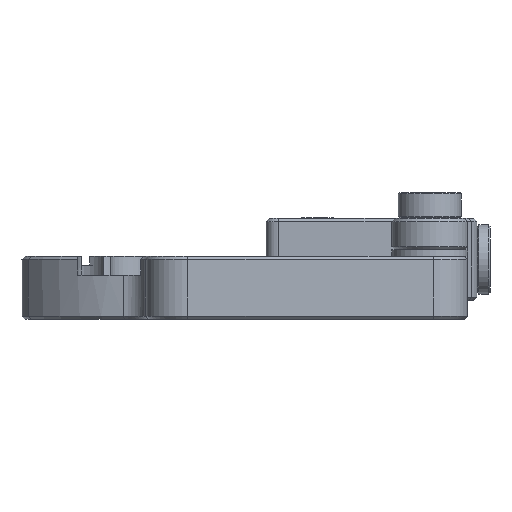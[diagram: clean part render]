
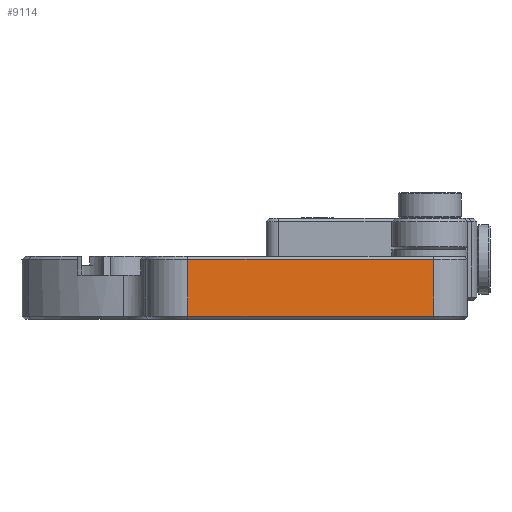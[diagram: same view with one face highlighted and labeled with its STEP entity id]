
A CAD part, left-side view. The second image highlights one B-rep face of the part: STEP entity #9114.
In plain terms, the highlighted planar face has unit normal (-0.995, -0.104, 0).
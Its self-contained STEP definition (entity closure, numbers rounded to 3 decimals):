
#1573=FACE_OUTER_BOUND('',#2143,.T.);
#2143=EDGE_LOOP('',(#8217,#8218,#8219,#8220));
#2866=LINE('',#23661,#3577);
#2869=LINE('',#23669,#3580);
#2874=LINE('',#23681,#3585);
#2875=LINE('',#23683,#3586);
#3577=VECTOR('',#12468,10.);
#3580=VECTOR('',#12477,10.);
#3585=VECTOR('',#12494,10.);
#3586=VECTOR('',#12497,10.);
#4288=VERTEX_POINT('',#23042);
#4368=VERTEX_POINT('',#23458);
#4416=VERTEX_POINT('',#23657);
#4418=VERTEX_POINT('',#23667);
#5708=EDGE_CURVE('',#4416,#4288,#2866,.T.);
#5712=EDGE_CURVE('',#4368,#4418,#2869,.T.);
#5718=EDGE_CURVE('',#4418,#4416,#2874,.T.);
#5719=EDGE_CURVE('',#4368,#4288,#2875,.T.);
#8217=ORIENTED_EDGE('',*,*,#5708,.T.);
#8218=ORIENTED_EDGE('',*,*,#5719,.F.);
#8219=ORIENTED_EDGE('',*,*,#5712,.T.);
#8220=ORIENTED_EDGE('',*,*,#5718,.T.);
#8603=PLANE('',#10092);
#9114=ADVANCED_FACE('',(#1573),#8603,.F.);
#10092=AXIS2_PLACEMENT_3D('',#23682,#12495,#12496);
#12468=DIRECTION('',(0.105,-0.995,0.));
#12477=DIRECTION('',(-0.105,0.995,0.));
#12494=DIRECTION('',(0.,0.,-1.));
#12495=DIRECTION('center_axis',(0.995,0.105,0.));
#12496=DIRECTION('ref_axis',(0.105,-0.995,0.));
#12497=DIRECTION('',(0.,0.,-1.));
#23042=CARTESIAN_POINT('',(-26.759,-0.301,60.008));
#23458=CARTESIAN_POINT('',(-26.759,-0.301,64.508));
#23657=CARTESIAN_POINT('',(-28.803,19.139,60.008));
#23661=CARTESIAN_POINT('',(-28.49,16.162,60.008));
#23667=CARTESIAN_POINT('',(-28.803,19.139,64.508));
#23669=CARTESIAN_POINT('',(-28.903,20.098,64.508));
#23681=CARTESIAN_POINT('',(-28.803,19.139,64.758));
#23682=CARTESIAN_POINT('Origin',(-28.85,19.59,64.758));
#23683=CARTESIAN_POINT('',(-26.759,-0.301,64.758));
